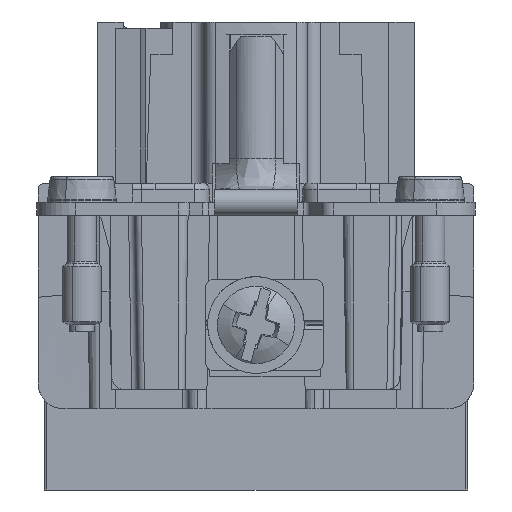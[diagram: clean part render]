
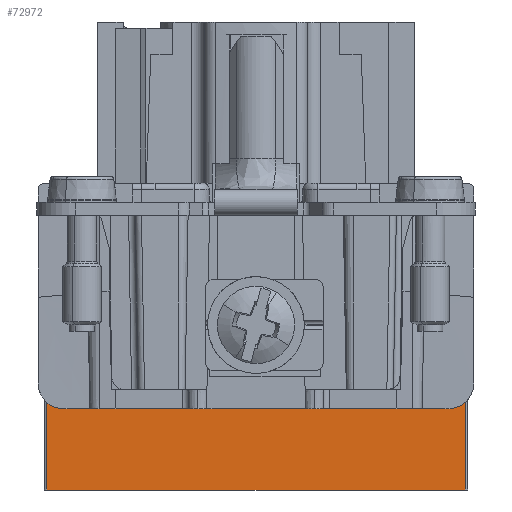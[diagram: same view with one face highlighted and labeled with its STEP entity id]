
A CAD part, front view. The second image highlights one B-rep face of the part: STEP entity #72972.
In plain terms, the highlighted planar face has unit normal (0, -1, 0).
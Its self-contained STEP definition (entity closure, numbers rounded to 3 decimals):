
#22603=AXIS2_PLACEMENT_3D('Plane Axis2P3D',#22600,#22601,#22602) ;
#22637=AXIS2_PLACEMENT_3D('Circle Axis2P3D',#22635,#22636,$) ;
#22644=AXIS2_PLACEMENT_3D('Circle Axis2P3D',#22642,#22643,$) ;
#22651=AXIS2_PLACEMENT_3D('Circle Axis2P3D',#22649,#22650,$) ;
#25945=AXIS2_PLACEMENT_3D('Circle Axis2P3D',#25943,#25944,$) ;
#25954=AXIS2_PLACEMENT_3D('Circle Axis2P3D',#25952,#25953,$) ;
#25961=AXIS2_PLACEMENT_3D('Circle Axis2P3D',#25959,#25960,$) ;
#22600=CARTESIAN_POINT('Axis2P3D Location',(17.,15.15,23.8)) ;
#22615=CARTESIAN_POINT('Vertex',(0.768,15.15,6.808)) ;
#22635=CARTESIAN_POINT('Axis2P3D Location',(2.1,15.15,8.3)) ;
#22639=CARTESIAN_POINT('Vertex',(1.505,15.15,6.391)) ;
#22642=CARTESIAN_POINT('Axis2P3D Location',(2.1,15.15,8.3)) ;
#22646=CARTESIAN_POINT('Vertex',(1.568,15.15,6.372)) ;
#22649=CARTESIAN_POINT('Axis2P3D Location',(2.1,15.15,8.3)) ;
#22653=CARTESIAN_POINT('Vertex',(2.1,15.15,6.3)) ;
#25943=CARTESIAN_POINT('Axis2P3D Location',(31.9,15.15,8.3)) ;
#25947=CARTESIAN_POINT('Vertex',(31.9,15.15,6.3)) ;
#25949=CARTESIAN_POINT('Vertex',(32.432,15.15,6.372)) ;
#25952=CARTESIAN_POINT('Axis2P3D Location',(31.9,15.15,8.3)) ;
#25956=CARTESIAN_POINT('Vertex',(32.495,15.15,6.391)) ;
#25959=CARTESIAN_POINT('Axis2P3D Location',(31.9,15.15,8.3)) ;
#25963=CARTESIAN_POINT('Vertex',(33.232,15.15,6.808)) ;
#30733=CARTESIAN_POINT('Line Origine',(9.275,15.15,6.3)) ;
#30737=CARTESIAN_POINT('Vertex',(16.45,15.15,6.3)) ;
#30740=CARTESIAN_POINT('Line Origine',(19.8,15.15,6.3)) ;
#30744=CARTESIAN_POINT('Vertex',(23.15,15.15,6.3)) ;
#30747=CARTESIAN_POINT('Line Origine',(27.525,15.15,6.3)) ;
#32609=CARTESIAN_POINT('Vertex',(0.768,15.15,0.)) ;
#32612=CARTESIAN_POINT('Line Origine',(0.768,15.15,8.3)) ;
#35058=CARTESIAN_POINT('Line Origine',(33.232,15.15,8.3)) ;
#35062=CARTESIAN_POINT('Vertex',(33.232,15.15,0.)) ;
#40052=CARTESIAN_POINT('Line Origine',(17.,15.15,0.)) ;
#22601=DIRECTION('Axis2P3D Direction',(0.,1.,0.)) ;
#22602=DIRECTION('Axis2P3D XDirection',(-1.,0.,0.)) ;
#22636=DIRECTION('Axis2P3D Direction',(0.,-1.,0.)) ;
#22643=DIRECTION('Axis2P3D Direction',(0.,-1.,0.)) ;
#22650=DIRECTION('Axis2P3D Direction',(0.,-1.,0.)) ;
#25944=DIRECTION('Axis2P3D Direction',(0.,1.,0.)) ;
#25953=DIRECTION('Axis2P3D Direction',(0.,1.,0.)) ;
#25960=DIRECTION('Axis2P3D Direction',(0.,1.,0.)) ;
#30734=DIRECTION('Vector Direction',(1.,0.,0.)) ;
#30741=DIRECTION('Vector Direction',(1.,0.,0.)) ;
#30748=DIRECTION('Vector Direction',(1.,0.,0.)) ;
#32613=DIRECTION('Vector Direction',(0.,0.,-1.)) ;
#35059=DIRECTION('Vector Direction',(0.,0.,-1.)) ;
#40053=DIRECTION('Vector Direction',(-1.,0.,0.)) ;
#30735=VECTOR('Line Direction',#30734,1.) ;
#30742=VECTOR('Line Direction',#30741,1.) ;
#30749=VECTOR('Line Direction',#30748,1.) ;
#32614=VECTOR('Line Direction',#32613,1.) ;
#35060=VECTOR('Line Direction',#35059,1.) ;
#40054=VECTOR('Line Direction',#40053,1.) ;
#72959=ORIENTED_EDGE('',*,*,#22655,.F.) ;
#72960=ORIENTED_EDGE('',*,*,#22648,.F.) ;
#72961=ORIENTED_EDGE('',*,*,#22641,.F.) ;
#72962=ORIENTED_EDGE('',*,*,#32616,.T.) ;
#72963=ORIENTED_EDGE('',*,*,#40056,.F.) ;
#72964=ORIENTED_EDGE('',*,*,#35064,.T.) ;
#72965=ORIENTED_EDGE('',*,*,#25965,.F.) ;
#72966=ORIENTED_EDGE('',*,*,#25958,.F.) ;
#72967=ORIENTED_EDGE('',*,*,#25951,.F.) ;
#72968=ORIENTED_EDGE('',*,*,#30751,.F.) ;
#72969=ORIENTED_EDGE('',*,*,#30746,.F.) ;
#72970=ORIENTED_EDGE('',*,*,#30739,.F.) ;
#72972=ADVANCED_FACE('Hauptkoerper',(#72971),#22604,.F.) ;
#22638=CIRCLE('generated circle',#22637,2.) ;
#22645=CIRCLE('generated circle',#22644,2.) ;
#22652=CIRCLE('generated circle',#22651,2.) ;
#25946=CIRCLE('generated circle',#25945,2.) ;
#25955=CIRCLE('generated circle',#25954,2.) ;
#25962=CIRCLE('generated circle',#25961,2.) ;
#22641=EDGE_CURVE('',#22616,#22640,#22638,.T.) ;
#22648=EDGE_CURVE('',#22640,#22647,#22645,.T.) ;
#22655=EDGE_CURVE('',#22647,#22654,#22652,.T.) ;
#25951=EDGE_CURVE('',#25948,#25950,#25946,.F.) ;
#25958=EDGE_CURVE('',#25950,#25957,#25955,.F.) ;
#25965=EDGE_CURVE('',#25957,#25964,#25962,.F.) ;
#30739=EDGE_CURVE('',#22654,#30738,#30736,.T.) ;
#30746=EDGE_CURVE('',#30738,#30745,#30743,.T.) ;
#30751=EDGE_CURVE('',#30745,#25948,#30750,.T.) ;
#32616=EDGE_CURVE('',#22616,#32610,#32615,.T.) ;
#35064=EDGE_CURVE('',#35063,#25964,#35061,.F.) ;
#40056=EDGE_CURVE('',#35063,#32610,#40055,.T.) ;
#72958=EDGE_LOOP('',(#72959,#72960,#72961,#72962,#72963,#72964,#72965,#72966,#72967,#72968,#72969,#72970)) ;
#72971=FACE_OUTER_BOUND('',#72958,.T.) ;
#30736=LINE('Line',#30733,#30735) ;
#30743=LINE('Line',#30740,#30742) ;
#30750=LINE('Line',#30747,#30749) ;
#32615=LINE('Line',#32612,#32614) ;
#35061=LINE('Line',#35058,#35060) ;
#40055=LINE('Line',#40052,#40054) ;
#22604=PLANE('',#22603) ;
#22616=VERTEX_POINT('',#22615) ;
#22640=VERTEX_POINT('',#22639) ;
#22647=VERTEX_POINT('',#22646) ;
#22654=VERTEX_POINT('',#22653) ;
#25948=VERTEX_POINT('',#25947) ;
#25950=VERTEX_POINT('',#25949) ;
#25957=VERTEX_POINT('',#25956) ;
#25964=VERTEX_POINT('',#25963) ;
#30738=VERTEX_POINT('',#30737) ;
#30745=VERTEX_POINT('',#30744) ;
#32610=VERTEX_POINT('',#32609) ;
#35063=VERTEX_POINT('',#35062) ;
